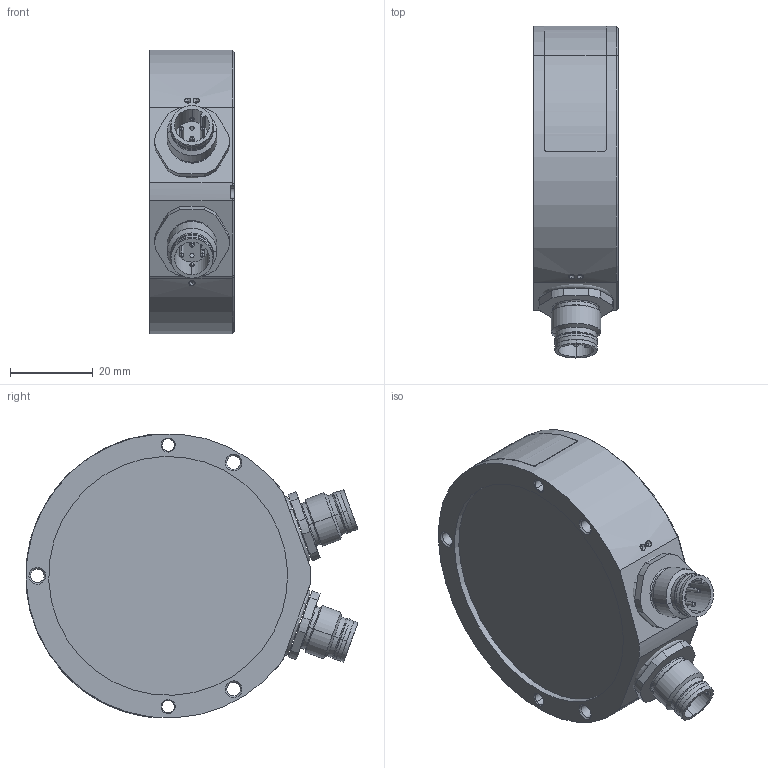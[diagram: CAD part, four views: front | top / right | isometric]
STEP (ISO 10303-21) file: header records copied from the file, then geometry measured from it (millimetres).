
FILE_DESCRIPTION (( 'STEP AP214' ), '1' );
FILE_NAME ('RFX-6901-_ _ _ -_ _ _-6_1.step', '2015-11-23T09:31:40', ( 'dummy' ), ( 'Microsoft' ), 'SwSTEP 2.0', 'SolidWorks 2014', '' );
FILE_SCHEMA (( 'AUTOMOTIVE_DESIGN' ));
Length unit declared in the file: millimetre
Products named in the file (1): RFX-6901-_ _ _ -_ _ _-6_1
Bounding box: 20.4 x 80.29 x 68.67 mm (x, y, z)
Surface area: 16981.9 mm2 (no closed solid volume)
Topology: 0 solids, 11 shells, 239 faces, 838 edges, 654 vertices
Faces by surface type: cylinder 119, plane 45, cone 43, torus 32
Entity records: 15054 total; most frequent: CARTESIAN_POINT 4998, ORIENTED_EDGE 1600, DIRECTION 1482, EDGE_CURVE 838, VERTEX_POINT 654, AXIS2_PLACEMENT_3D 604, CIRCLE 364, EDGE_LOOP 311
